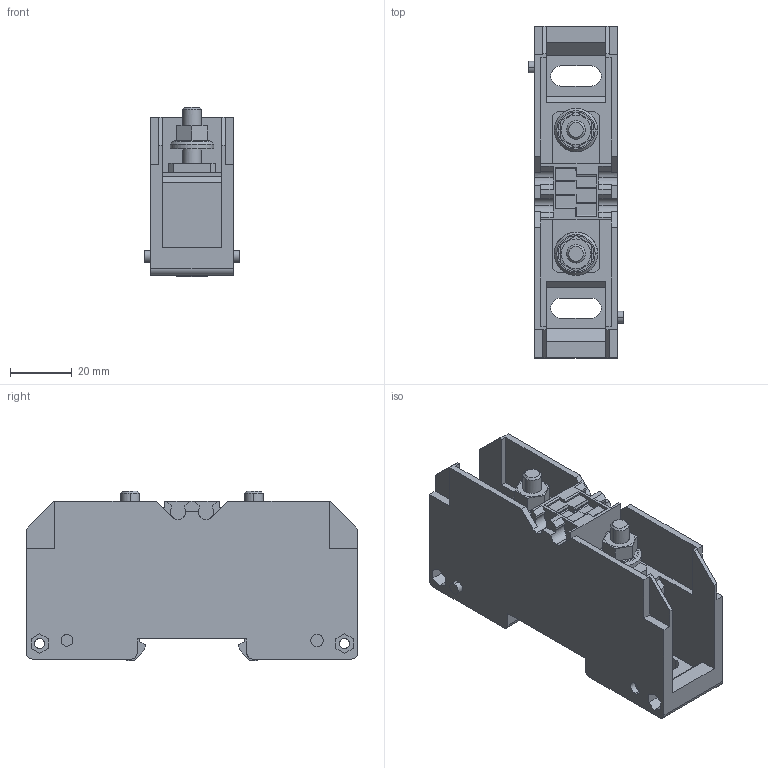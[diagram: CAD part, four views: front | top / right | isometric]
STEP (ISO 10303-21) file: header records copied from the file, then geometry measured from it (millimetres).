
FILE_DESCRIPTION(('CATIA V5R24 STEP','CAx-IF Rec.Pracs.--- Model Styling and Organization---1.2---2011-12-15'),'2;1');
FILE_NAME ('D1447066_0', '2016-12-06T08:14:10+00:00', ('Weidmueller Interface'), ('Weidmueller'), 'CATIA Version 5-6 Release 2014 SP4 HF52', 'CATIA V5 STEP AP214', 'none');
FILE_SCHEMA(('AUTOMOTIVE_DESIGN { 1 0 10303 214 1 1 1 1 }'));
Length unit declared in the file: millimetre
Products named in the file (1): v5-standard_part
Bounding box: 30.7 x 107.2 x 54.75 mm (x, y, z)
Volume: 80997.5 mm3; surface area: 29078.4 mm2
Topology: 3 solids, 3 shells, 297 faces, 796 edges, 524 vertices
Faces by surface type: plane 215, cylinder 62, cone 20
Entity records: 9327 total; most frequent: CARTESIAN_POINT 1909, ORIENTED_EDGE 1592, DIRECTION 1361, EDGE_CURVE 796, VECTOR 628, LINE 628, VERTEX_POINT 524, AXIS2_PLACEMENT_3D 436
